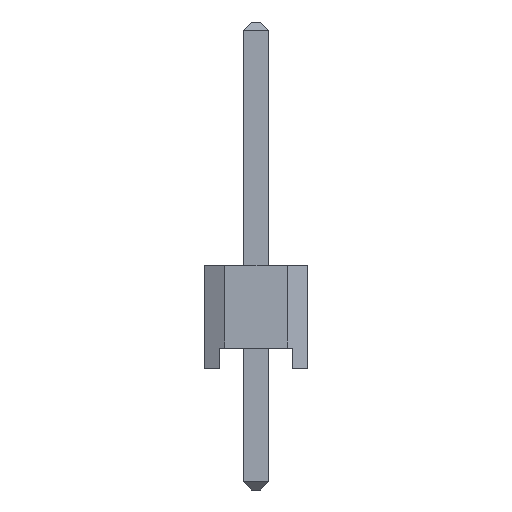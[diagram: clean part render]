
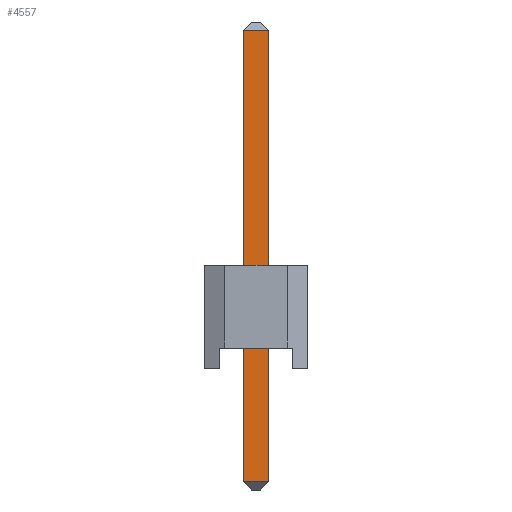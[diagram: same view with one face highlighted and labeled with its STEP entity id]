
A CAD part, left-side view. The second image highlights one B-rep face of the part: STEP entity #4557.
In plain terms, the highlighted planar face has unit normal (-1, 0, 0).
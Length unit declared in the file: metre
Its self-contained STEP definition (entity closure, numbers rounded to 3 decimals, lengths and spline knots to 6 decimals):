
#134 = CARTESIAN_POINT ( 'NONE',  ( -0.00667, 0.00032, 0.008848 ) ) ;
#1495 = DIRECTION ( 'NONE',  ( 0., -1., 0. ) ) ;
#2268 = DIRECTION ( 'NONE',  ( 0., 1., 0. ) ) ;
#2749 = AXIS2_PLACEMENT_3D ( 'NONE', #17772, #14266, #6488 ) ;
#2947 = VERTEX_POINT ( 'NONE', #20393 ) ;
#3003 = ORIENTED_EDGE ( 'NONE', *, *, #17686, .T. ) ;
#3028 = EDGE_LOOP ( 'NONE', ( #7685, #6344, #10086, #3003 ) ) ;
#4557 = ADVANCED_FACE ( 'NONE', ( #6283 ), #4785, .F. ) ;
#4785 = PLANE ( 'NONE',  #2749 ) ;
#5143 = VERTEX_POINT ( 'NONE', #12957 ) ;
#5720 = VECTOR ( 'NONE', #17591, 1. ) ;
#6283 = FACE_OUTER_BOUND ( 'NONE', #3028, .T. ) ;
#6344 = ORIENTED_EDGE ( 'NONE', *, *, #11184, .T. ) ;
#6488 = DIRECTION ( 'NONE',  ( 0., -1., 0. ) ) ;
#7487 = CARTESIAN_POINT ( 'NONE',  ( -0.00667, -0.00032, -0.002492 ) ) ;
#7685 = ORIENTED_EDGE ( 'NONE', *, *, #13612, .T. ) ;
#7892 = EDGE_CURVE ( 'NONE', #2947, #14936, #10698, .T. ) ;
#8263 = CARTESIAN_POINT ( 'NONE',  ( -0.00667, -0.00032, 0.008848 ) ) ;
#8899 = LINE ( 'NONE', #20030, #18467 ) ;
#9111 = CARTESIAN_POINT ( 'NONE',  ( -0.00667, 0.00032, -0.002492 ) ) ;
#10086 = ORIENTED_EDGE ( 'NONE', *, *, #7892, .F. ) ;
#10698 = LINE ( 'NONE', #9111, #17341 ) ;
#11184 = EDGE_CURVE ( 'NONE', #12566, #14936, #8899, .T. ) ;
#11433 = DIRECTION ( 'NONE',  ( 0., 0., 1. ) ) ;
#12566 = VERTEX_POINT ( 'NONE', #8263 ) ;
#12957 = CARTESIAN_POINT ( 'NONE',  ( -0.00667, -0.00032, -0.002292 ) ) ;
#13096 = LINE ( 'NONE', #7487, #5720 ) ;
#13612 = EDGE_CURVE ( 'NONE', #5143, #12566, #13096, .T. ) ;
#14266 = DIRECTION ( 'NONE',  ( 1., 0., 0. ) ) ;
#14936 = VERTEX_POINT ( 'NONE', #134 ) ;
#16571 = LINE ( 'NONE', #18164, #16642 ) ;
#16642 = VECTOR ( 'NONE', #1495, 1. ) ;
#17341 = VECTOR ( 'NONE', #11433, 1. ) ;
#17591 = DIRECTION ( 'NONE',  ( 0., 0., 1. ) ) ;
#17686 = EDGE_CURVE ( 'NONE', #2947, #5143, #16571, .T. ) ;
#17772 = CARTESIAN_POINT ( 'NONE',  ( -0.00667, 0.00032, -0.002492 ) ) ;
#18164 = CARTESIAN_POINT ( 'NONE',  ( -0.00667, 0.00032, -0.002292 ) ) ;
#18467 = VECTOR ( 'NONE', #2268, 1. ) ;
#20030 = CARTESIAN_POINT ( 'NONE',  ( -0.00667, 0.00032, 0.008848 ) ) ;
#20393 = CARTESIAN_POINT ( 'NONE',  ( -0.00667, 0.00032, -0.002292 ) ) ;
